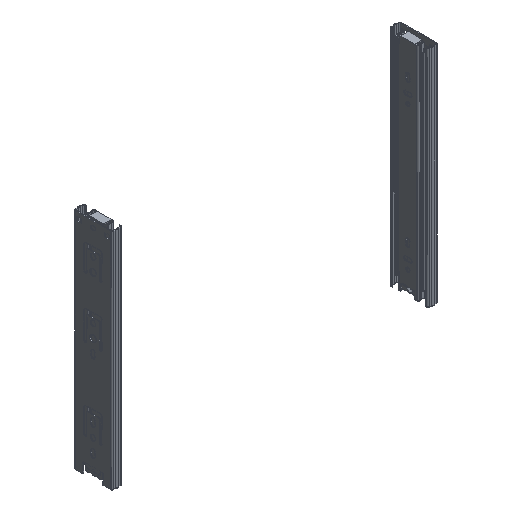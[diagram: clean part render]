
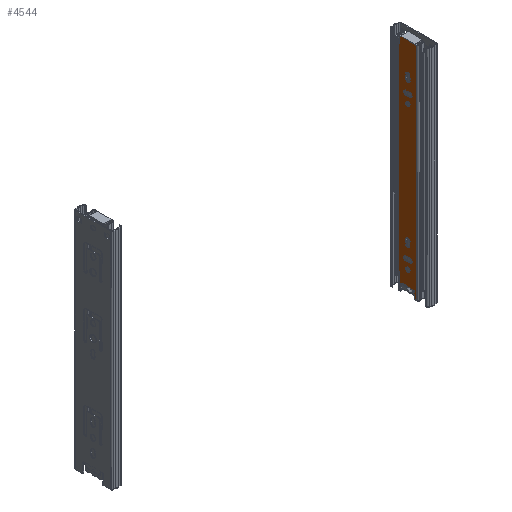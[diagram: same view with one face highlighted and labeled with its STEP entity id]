
A CAD part, isometric view. The second image highlights one B-rep face of the part: STEP entity #4544.
In plain terms, the highlighted face is planar.
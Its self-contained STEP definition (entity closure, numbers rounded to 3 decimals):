
#403=FACE_BOUND('',#1761,.T.);
#404=FACE_BOUND('',#1762,.T.);
#405=FACE_BOUND('',#1763,.T.);
#406=FACE_BOUND('',#1764,.T.);
#407=FACE_BOUND('',#1765,.T.);
#408=FACE_BOUND('',#1766,.T.);
#736=LINE('',#7600,#1143);
#737=LINE('',#7604,#1144);
#738=LINE('',#7608,#1145);
#739=LINE('',#7612,#1146);
#740=LINE('',#7614,#1147);
#741=LINE('',#7616,#1148);
#742=LINE('',#7618,#1149);
#743=LINE('',#7619,#1150);
#744=LINE('',#7624,#1151);
#745=LINE('',#7627,#1152);
#746=LINE('',#7634,#1153);
#747=LINE('',#7637,#1154);
#748=LINE('',#7642,#1155);
#749=LINE('',#7645,#1156);
#750=LINE('',#7652,#1157);
#751=LINE('',#7655,#1158);
#1143=VECTOR('',#6198,10.);
#1144=VECTOR('',#6201,10.);
#1145=VECTOR('',#6204,10.);
#1146=VECTOR('',#6207,10.);
#1147=VECTOR('',#6208,10.);
#1148=VECTOR('',#6209,10.);
#1149=VECTOR('',#6210,10.);
#1150=VECTOR('',#6211,10.);
#1151=VECTOR('',#6214,10.);
#1152=VECTOR('',#6217,10.);
#1153=VECTOR('',#6222,10.);
#1154=VECTOR('',#6225,10.);
#1155=VECTOR('',#6228,10.);
#1156=VECTOR('',#6231,10.);
#1157=VECTOR('',#6236,10.);
#1158=VECTOR('',#6239,10.);
#1315=PLANE('',#5078);
#1509=FACE_OUTER_BOUND('',#1760,.T.);
#1760=EDGE_LOOP('',(#4086,#4087,#4088,#4089,#4090,#4091,#4092,#4093,#4094,
#4095,#4096,#4097));
#1761=EDGE_LOOP('',(#4098,#4099,#4100,#4101));
#1762=EDGE_LOOP('',(#4102));
#1763=EDGE_LOOP('',(#4103,#4104,#4105,#4106));
#1764=EDGE_LOOP('',(#4107,#4108,#4109,#4110));
#1765=EDGE_LOOP('',(#4111));
#1766=EDGE_LOOP('',(#4112,#4113,#4114,#4115));
#1983=CIRCLE('',#5076,1.);
#1985=CIRCLE('',#5079,1.);
#1986=CIRCLE('',#5080,1.);
#1987=CIRCLE('',#5081,1.);
#1988=CIRCLE('',#5082,2.25);
#1989=CIRCLE('',#5083,2.25);
#1990=CIRCLE('',#5084,2.25);
#1991=CIRCLE('',#5085,2.25);
#1992=CIRCLE('',#5086,2.25);
#1993=CIRCLE('',#5087,2.25);
#1994=CIRCLE('',#5088,2.25);
#1995=CIRCLE('',#5089,2.25);
#1996=CIRCLE('',#5090,2.25);
#1997=CIRCLE('',#5091,2.25);
#2369=VERTEX_POINT('',#7590);
#2370=VERTEX_POINT('',#7591);
#2373=VERTEX_POINT('',#7599);
#2374=VERTEX_POINT('',#7601);
#2375=VERTEX_POINT('',#7603);
#2376=VERTEX_POINT('',#7605);
#2377=VERTEX_POINT('',#7607);
#2378=VERTEX_POINT('',#7609);
#2379=VERTEX_POINT('',#7611);
#2380=VERTEX_POINT('',#7613);
#2381=VERTEX_POINT('',#7615);
#2382=VERTEX_POINT('',#7617);
#2383=VERTEX_POINT('',#7620);
#2384=VERTEX_POINT('',#7621);
#2385=VERTEX_POINT('',#7623);
#2386=VERTEX_POINT('',#7625);
#2387=VERTEX_POINT('',#7628);
#2388=VERTEX_POINT('',#7630);
#2389=VERTEX_POINT('',#7631);
#2390=VERTEX_POINT('',#7633);
#2391=VERTEX_POINT('',#7635);
#2392=VERTEX_POINT('',#7638);
#2393=VERTEX_POINT('',#7639);
#2394=VERTEX_POINT('',#7641);
#2395=VERTEX_POINT('',#7643);
#2396=VERTEX_POINT('',#7646);
#2397=VERTEX_POINT('',#7648);
#2398=VERTEX_POINT('',#7649);
#2399=VERTEX_POINT('',#7651);
#2400=VERTEX_POINT('',#7653);
#2956=EDGE_CURVE('',#2369,#2370,#1983,.T.);
#2960=EDGE_CURVE('',#2369,#2373,#736,.T.);
#2961=EDGE_CURVE('',#2374,#2373,#1985,.T.);
#2962=EDGE_CURVE('',#2374,#2375,#737,.T.);
#2963=EDGE_CURVE('',#2376,#2375,#1986,.T.);
#2964=EDGE_CURVE('',#2376,#2377,#738,.T.);
#2965=EDGE_CURVE('',#2378,#2377,#1987,.T.);
#2966=EDGE_CURVE('',#2379,#2378,#739,.T.);
#2967=EDGE_CURVE('',#2379,#2380,#740,.T.);
#2968=EDGE_CURVE('',#2381,#2380,#741,.T.);
#2969=EDGE_CURVE('',#2381,#2382,#742,.T.);
#2970=EDGE_CURVE('',#2370,#2382,#743,.T.);
#2971=EDGE_CURVE('',#2383,#2384,#1988,.T.);
#2972=EDGE_CURVE('',#2384,#2385,#744,.T.);
#2973=EDGE_CURVE('',#2385,#2386,#1989,.T.);
#2974=EDGE_CURVE('',#2386,#2383,#745,.T.);
#2975=EDGE_CURVE('',#2387,#2387,#1990,.T.);
#2976=EDGE_CURVE('',#2388,#2389,#1991,.T.);
#2977=EDGE_CURVE('',#2389,#2390,#746,.T.);
#2978=EDGE_CURVE('',#2390,#2391,#1992,.T.);
#2979=EDGE_CURVE('',#2391,#2388,#747,.T.);
#2980=EDGE_CURVE('',#2392,#2393,#1993,.T.);
#2981=EDGE_CURVE('',#2393,#2394,#748,.T.);
#2982=EDGE_CURVE('',#2394,#2395,#1994,.T.);
#2983=EDGE_CURVE('',#2395,#2392,#749,.T.);
#2984=EDGE_CURVE('',#2396,#2396,#1995,.T.);
#2985=EDGE_CURVE('',#2397,#2398,#1996,.T.);
#2986=EDGE_CURVE('',#2398,#2399,#750,.T.);
#2987=EDGE_CURVE('',#2399,#2400,#1997,.T.);
#2988=EDGE_CURVE('',#2400,#2397,#751,.T.);
#4086=ORIENTED_EDGE('',*,*,#2956,.F.);
#4087=ORIENTED_EDGE('',*,*,#2960,.T.);
#4088=ORIENTED_EDGE('',*,*,#2961,.F.);
#4089=ORIENTED_EDGE('',*,*,#2962,.T.);
#4090=ORIENTED_EDGE('',*,*,#2963,.F.);
#4091=ORIENTED_EDGE('',*,*,#2964,.T.);
#4092=ORIENTED_EDGE('',*,*,#2965,.F.);
#4093=ORIENTED_EDGE('',*,*,#2966,.F.);
#4094=ORIENTED_EDGE('',*,*,#2967,.T.);
#4095=ORIENTED_EDGE('',*,*,#2968,.F.);
#4096=ORIENTED_EDGE('',*,*,#2969,.T.);
#4097=ORIENTED_EDGE('',*,*,#2970,.F.);
#4098=ORIENTED_EDGE('',*,*,#2971,.T.);
#4099=ORIENTED_EDGE('',*,*,#2972,.T.);
#4100=ORIENTED_EDGE('',*,*,#2973,.T.);
#4101=ORIENTED_EDGE('',*,*,#2974,.T.);
#4102=ORIENTED_EDGE('',*,*,#2975,.T.);
#4103=ORIENTED_EDGE('',*,*,#2976,.T.);
#4104=ORIENTED_EDGE('',*,*,#2977,.T.);
#4105=ORIENTED_EDGE('',*,*,#2978,.T.);
#4106=ORIENTED_EDGE('',*,*,#2979,.T.);
#4107=ORIENTED_EDGE('',*,*,#2980,.T.);
#4108=ORIENTED_EDGE('',*,*,#2981,.T.);
#4109=ORIENTED_EDGE('',*,*,#2982,.T.);
#4110=ORIENTED_EDGE('',*,*,#2983,.T.);
#4111=ORIENTED_EDGE('',*,*,#2984,.T.);
#4112=ORIENTED_EDGE('',*,*,#2985,.T.);
#4113=ORIENTED_EDGE('',*,*,#2986,.T.);
#4114=ORIENTED_EDGE('',*,*,#2987,.T.);
#4115=ORIENTED_EDGE('',*,*,#2988,.T.);
#4544=ADVANCED_FACE('',(#1509,#403,#404,#405,#406,#407,#408),#1315,.T.);
#5076=AXIS2_PLACEMENT_3D('',#7592,#6190,#6191);
#5078=AXIS2_PLACEMENT_3D('',#7598,#6196,#6197);
#5079=AXIS2_PLACEMENT_3D('',#7602,#6199,#6200);
#5080=AXIS2_PLACEMENT_3D('',#7606,#6202,#6203);
#5081=AXIS2_PLACEMENT_3D('',#7610,#6205,#6206);
#5082=AXIS2_PLACEMENT_3D('',#7622,#6212,#6213);
#5083=AXIS2_PLACEMENT_3D('',#7626,#6215,#6216);
#5084=AXIS2_PLACEMENT_3D('',#7629,#6218,#6219);
#5085=AXIS2_PLACEMENT_3D('',#7632,#6220,#6221);
#5086=AXIS2_PLACEMENT_3D('',#7636,#6223,#6224);
#5087=AXIS2_PLACEMENT_3D('',#7640,#6226,#6227);
#5088=AXIS2_PLACEMENT_3D('',#7644,#6229,#6230);
#5089=AXIS2_PLACEMENT_3D('',#7647,#6232,#6233);
#5090=AXIS2_PLACEMENT_3D('',#7650,#6234,#6235);
#5091=AXIS2_PLACEMENT_3D('',#7654,#6237,#6238);
#6190=DIRECTION('center_axis',(-1.,0.,0.));
#6191=DIRECTION('ref_axis',(0.,0.707,-0.707));
#6196=DIRECTION('center_axis',(1.,0.,0.));
#6197=DIRECTION('ref_axis',(0.,-1.,0.));
#6198=DIRECTION('',(0.,0.,1.));
#6199=DIRECTION('center_axis',(1.,0.,0.));
#6200=DIRECTION('ref_axis',(0.,-0.707,0.707));
#6201=DIRECTION('',(0.,1.,0.));
#6202=DIRECTION('center_axis',(1.,0.,0.));
#6203=DIRECTION('ref_axis',(0.,0.707,0.707));
#6204=DIRECTION('',(0.,0.,-1.));
#6205=DIRECTION('center_axis',(-1.,0.,0.));
#6206=DIRECTION('ref_axis',(0.,-0.707,-0.707));
#6207=DIRECTION('',(0.,-1.,0.));
#6208=DIRECTION('',(0.,0.,1.));
#6209=DIRECTION('',(0.,1.,0.));
#6210=DIRECTION('',(0.,0.,-1.));
#6211=DIRECTION('',(0.,-1.,0.));
#6212=DIRECTION('center_axis',(-1.,0.,0.));
#6213=DIRECTION('ref_axis',(0.,0.,1.));
#6214=DIRECTION('',(0.,1.,0.));
#6215=DIRECTION('center_axis',(-1.,0.,0.));
#6216=DIRECTION('ref_axis',(0.,0.,-1.));
#6217=DIRECTION('',(0.,-1.,0.));
#6218=DIRECTION('center_axis',(-1.,0.,0.));
#6219=DIRECTION('ref_axis',(0.,0.,1.));
#6220=DIRECTION('center_axis',(-1.,0.,0.));
#6221=DIRECTION('ref_axis',(0.,-1.,0.));
#6222=DIRECTION('',(0.,0.,1.));
#6223=DIRECTION('center_axis',(-1.,0.,0.));
#6224=DIRECTION('ref_axis',(0.,1.,0.));
#6225=DIRECTION('',(0.,0.,-1.));
#6226=DIRECTION('center_axis',(-1.,0.,0.));
#6227=DIRECTION('ref_axis',(0.,-1.,0.));
#6228=DIRECTION('',(0.,0.,1.));
#6229=DIRECTION('center_axis',(-1.,0.,0.));
#6230=DIRECTION('ref_axis',(0.,1.,0.));
#6231=DIRECTION('',(0.,0.,-1.));
#6232=DIRECTION('center_axis',(-1.,0.,0.));
#6233=DIRECTION('ref_axis',(0.,0.,1.));
#6234=DIRECTION('center_axis',(-1.,0.,0.));
#6235=DIRECTION('ref_axis',(0.,0.,1.));
#6236=DIRECTION('',(0.,1.,0.));
#6237=DIRECTION('center_axis',(-1.,0.,0.));
#6238=DIRECTION('ref_axis',(0.,0.,-1.));
#6239=DIRECTION('',(0.,-1.,0.));
#7590=CARTESIAN_POINT('',(8.,-7.5,-246.));
#7591=CARTESIAN_POINT('',(8.,-8.5,-247.));
#7592=CARTESIAN_POINT('Origin',(8.,-8.5,-246.));
#7598=CARTESIAN_POINT('Origin',(8.,11.483,0.));
#7599=CARTESIAN_POINT('',(8.,-7.5,-239.5));
#7600=CARTESIAN_POINT('',(8.,-7.5,-123.5));
#7601=CARTESIAN_POINT('',(8.,-6.5,-238.5));
#7602=CARTESIAN_POINT('Origin',(8.,-6.5,-239.5));
#7603=CARTESIAN_POINT('',(8.,6.5,-238.5));
#7604=CARTESIAN_POINT('',(8.,1.991,-238.5));
#7605=CARTESIAN_POINT('',(8.,7.5,-239.5));
#7606=CARTESIAN_POINT('Origin',(8.,6.5,-239.5));
#7607=CARTESIAN_POINT('',(8.,7.5,-246.));
#7608=CARTESIAN_POINT('',(8.,7.5,-119.25));
#7609=CARTESIAN_POINT('',(8.,8.5,-247.));
#7610=CARTESIAN_POINT('Origin',(8.,8.5,-246.));
#7611=CARTESIAN_POINT('',(8.,9.9,-247.));
#7612=CARTESIAN_POINT('',(8.,-11.483,-247.));
#7613=CARTESIAN_POINT('',(8.,9.9,0.));
#7614=CARTESIAN_POINT('',(8.,9.9,0.));
#7615=CARTESIAN_POINT('',(8.,-9.9,0.));
#7616=CARTESIAN_POINT('',(8.,-11.483,0.));
#7617=CARTESIAN_POINT('',(8.,-9.9,-247.));
#7618=CARTESIAN_POINT('',(8.,-9.9,0.));
#7619=CARTESIAN_POINT('',(8.,-11.483,-247.));
#7620=CARTESIAN_POINT('',(8.,-2.25,-214.25));
#7621=CARTESIAN_POINT('',(8.,-2.25,-209.75));
#7622=CARTESIAN_POINT('Origin',(8.,-2.25,-212.));
#7623=CARTESIAN_POINT('',(8.,2.25,-209.75));
#7624=CARTESIAN_POINT('',(8.,4.616,-209.75));
#7625=CARTESIAN_POINT('',(8.,2.25,-214.25));
#7626=CARTESIAN_POINT('Origin',(8.,2.25,-212.));
#7627=CARTESIAN_POINT('',(8.,6.866,-214.25));
#7628=CARTESIAN_POINT('',(8.,0.,-224.25));
#7629=CARTESIAN_POINT('Origin',(8.,0.,-222.));
#7630=CARTESIAN_POINT('',(8.,2.25,-198.25));
#7631=CARTESIAN_POINT('',(8.,-2.25,-198.25));
#7632=CARTESIAN_POINT('Origin',(8.,0.,-198.25));
#7633=CARTESIAN_POINT('',(8.,-2.25,-193.75));
#7634=CARTESIAN_POINT('',(8.,-2.25,-99.125));
#7635=CARTESIAN_POINT('',(8.,2.25,-193.75));
#7636=CARTESIAN_POINT('Origin',(8.,0.,-193.75));
#7637=CARTESIAN_POINT('',(8.,2.25,-96.875));
#7638=CARTESIAN_POINT('',(8.,2.25,-38.25));
#7639=CARTESIAN_POINT('',(8.,-2.25,-38.25));
#7640=CARTESIAN_POINT('Origin',(8.,0.,-38.25));
#7641=CARTESIAN_POINT('',(8.,-2.25,-33.75));
#7642=CARTESIAN_POINT('',(8.,-2.25,-19.125));
#7643=CARTESIAN_POINT('',(8.,2.25,-33.75));
#7644=CARTESIAN_POINT('Origin',(8.,0.,-33.75));
#7645=CARTESIAN_POINT('',(8.,2.25,-16.875));
#7646=CARTESIAN_POINT('',(8.,0.,-64.25));
#7647=CARTESIAN_POINT('Origin',(8.,0.,-62.));
#7648=CARTESIAN_POINT('',(8.,-2.25,-54.25));
#7649=CARTESIAN_POINT('',(8.,-2.25,-49.75));
#7650=CARTESIAN_POINT('Origin',(8.,-2.25,-52.));
#7651=CARTESIAN_POINT('',(8.,2.25,-49.75));
#7652=CARTESIAN_POINT('',(8.,4.616,-49.75));
#7653=CARTESIAN_POINT('',(8.,2.25,-54.25));
#7654=CARTESIAN_POINT('Origin',(8.,2.25,-52.));
#7655=CARTESIAN_POINT('',(8.,6.866,-54.25));
